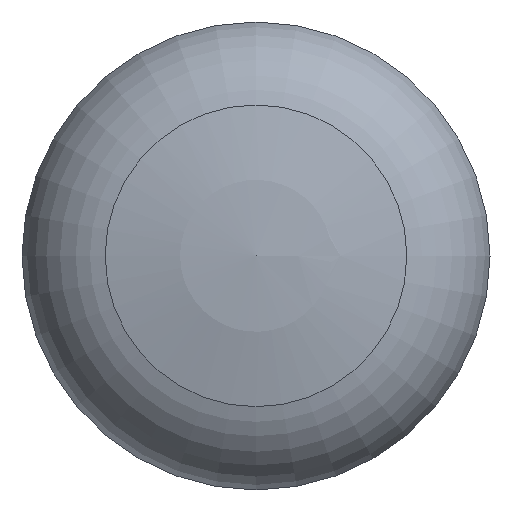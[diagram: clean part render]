
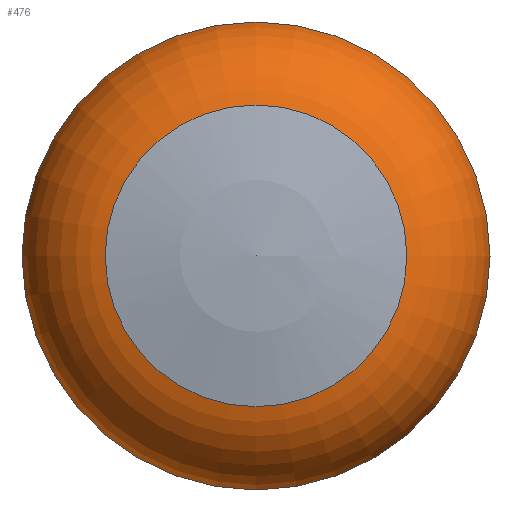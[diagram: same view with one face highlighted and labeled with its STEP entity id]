
A CAD part, top view. The second image highlights one B-rep face of the part: STEP entity #476.
In plain terms, the highlighted toroidal (fillet/blend) face has major radius 2.133 mm and minor radius 1.9 mm.
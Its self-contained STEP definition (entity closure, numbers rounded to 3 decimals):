
#16=TOROIDAL_SURFACE('',#527,2.133,1.9);
#34=FACE_BOUND('',#132,.T.);
#61=CIRCLE('',#526,4.);
#62=CIRCLE('',#528,2.579);
#91=FACE_OUTER_BOUND('',#131,.T.);
#131=EDGE_LOOP('',(#427));
#132=EDGE_LOOP('',(#428));
#242=VERTEX_POINT('',#1334);
#243=VERTEX_POINT('',#1337);
#304=EDGE_CURVE('',#242,#242,#61,.T.);
#305=EDGE_CURVE('',#243,#243,#62,.T.);
#427=ORIENTED_EDGE('',*,*,#304,.T.);
#428=ORIENTED_EDGE('',*,*,#305,.F.);
#476=ADVANCED_FACE('',(#91,#34),#16,.T.);
#526=AXIS2_PLACEMENT_3D('',#1335,#652,#653);
#527=AXIS2_PLACEMENT_3D('',#1336,#654,#655);
#528=AXIS2_PLACEMENT_3D('',#1338,#656,#657);
#652=DIRECTION('center_axis',(0.,0.,1.));
#653=DIRECTION('ref_axis',(1.,0.,0.));
#654=DIRECTION('center_axis',(0.,0.,1.));
#655=DIRECTION('ref_axis',(1.,0.,0.));
#656=DIRECTION('center_axis',(0.,0.,1.));
#657=DIRECTION('ref_axis',(1.,0.,0.));
#1334=CARTESIAN_POINT('',(4.,0.,2.835));
#1335=CARTESIAN_POINT('Origin',(0.,0.,2.835));
#1336=CARTESIAN_POINT('Origin',(0.,0.,2.482));
#1337=CARTESIAN_POINT('',(2.579,0.,4.329));
#1338=CARTESIAN_POINT('Origin',(0.,0.,4.329));
